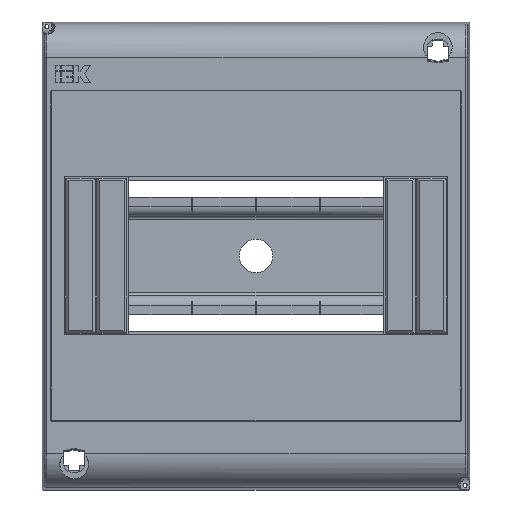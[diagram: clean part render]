
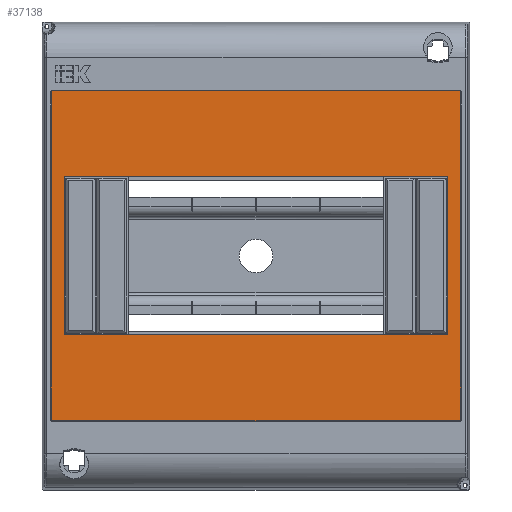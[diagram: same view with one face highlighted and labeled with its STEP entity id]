
A CAD part, top view. The second image highlights one B-rep face of the part: STEP entity #37138.
In plain terms, the highlighted planar face has unit normal (0, 0, 1).
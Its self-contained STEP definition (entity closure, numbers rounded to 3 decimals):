
#47 = CARTESIAN_POINT ( 'NONE',  ( 60.85, -49., 57.5 ) ) ;
#104 = LINE ( 'NONE', #43419, #25805 ) ;
#160 = LINE ( 'NONE', #53434, #53602 ) ;
#196 = VERTEX_POINT ( 'NONE', #55707 ) ;
#420 = FACE_BOUND ( 'NONE', #2705, .T. ) ;
#433 = CARTESIAN_POINT ( 'NONE',  ( -57., -23.5, 57.5 ) ) ;
#1034 = CARTESIAN_POINT ( 'NONE',  ( -60.85, -48.5, 57.5 ) ) ;
#1501 = EDGE_CURVE ( 'NONE', #42501, #34736, #35359, .T. ) ;
#2539 = VECTOR ( 'NONE', #35945, 1000. ) ;
#2705 = EDGE_LOOP ( 'NONE', ( #47886, #32877, #31110, #43764 ) ) ;
#2736 = EDGE_CURVE ( 'NONE', #10516, #15446, #22315, .T. ) ;
#3242 = ORIENTED_EDGE ( 'NONE', *, *, #2736, .T. ) ;
#3645 = CARTESIAN_POINT ( 'NONE',  ( -60.643, -49., 57.5 ) ) ;
#4104 = CARTESIAN_POINT ( 'NONE',  ( 57., -23.5, 57.5 ) ) ;
#4494 = VECTOR ( 'NONE', #5071, 1000. ) ;
#5071 = DIRECTION ( 'NONE',  ( 0., 1., 0. ) ) ;
#6702 = VERTEX_POINT ( 'NONE', #26882 ) ;
#7294 = VERTEX_POINT ( 'NONE', #433 ) ;
#8617 = DIRECTION ( 'NONE',  ( 1., 0., 0. ) ) ;
#8653 = ORIENTED_EDGE ( 'NONE', *, *, #15028, .T. ) ;
#8672 = LINE ( 'NONE', #39658, #12360 ) ;
#9069 = DIRECTION ( 'NONE',  ( 1., 0., 0. ) ) ;
#10231 = CARTESIAN_POINT ( 'NONE',  ( -60.85, 49., 57.5 ) ) ;
#10378 =( BOUNDED_CURVE ( )  B_SPLINE_CURVE ( 3, ( #47654, #20767, #11978, #52332 ),
 .UNSPECIFIED., .F., .T. ) 
 B_SPLINE_CURVE_WITH_KNOTS ( ( 4, 4 ),
 ( 2.356, 3.927 ),
 .UNSPECIFIED. ) 
 CURVE ( )  GEOMETRIC_REPRESENTATION_ITEM ( )  RATIONAL_B_SPLINE_CURVE ( ( 1., 0.805, 0.805, 1. ) ) 
 REPRESENTATION_ITEM ( '' )  );
#10516 = VERTEX_POINT ( 'NONE', #33152 ) ;
#11611 = CARTESIAN_POINT ( 'NONE',  ( -57., 23.5, 57.5 ) ) ;
#11978 = CARTESIAN_POINT ( 'NONE',  ( -60.85, 48.793, 57.5 ) ) ;
#12360 = VECTOR ( 'NONE', #44344, 1000. ) ;
#12572 = LINE ( 'NONE', #4104, #18211 ) ;
#12926 = CARTESIAN_POINT ( 'NONE',  ( 60.643, 49., 57.5 ) ) ;
#14948 = CARTESIAN_POINT ( 'NONE',  ( 57., 23.5, 57.5 ) ) ;
#15028 = EDGE_CURVE ( 'NONE', #33208, #42501, #10378, .T. ) ;
#15057 = ORIENTED_EDGE ( 'NONE', *, *, #41723, .T. ) ;
#15446 = VERTEX_POINT ( 'NONE', #52764 ) ;
#15562 =( BOUNDED_CURVE ( )  B_SPLINE_CURVE ( 3, ( #43962, #52760, #3645, #22344 ),
 .UNSPECIFIED., .F., .F. ) 
 B_SPLINE_CURVE_WITH_KNOTS ( ( 4, 4 ),
 ( 2.356, 3.927 ),
 .UNSPECIFIED. ) 
 CURVE ( )  GEOMETRIC_REPRESENTATION_ITEM ( )  RATIONAL_B_SPLINE_CURVE ( ( 1., 0.805, 0.805, 1. ) ) 
 REPRESENTATION_ITEM ( '' )  );
#15813 = VECTOR ( 'NONE', #23697, 1000. ) ;
#18211 = VECTOR ( 'NONE', #34765, 1000. ) ;
#19329 =( BOUNDED_CURVE ( )  B_SPLINE_CURVE ( 3, ( #25872, #39596, #22365, #32456 ),
 .UNSPECIFIED., .F., .F. ) 
 B_SPLINE_CURVE_WITH_KNOTS ( ( 4, 4 ),
 ( 2.356, 3.927 ),
 .UNSPECIFIED. ) 
 CURVE ( )  GEOMETRIC_REPRESENTATION_ITEM ( )  RATIONAL_B_SPLINE_CURVE ( ( 1., 0.805, 0.805, 1. ) ) 
 REPRESENTATION_ITEM ( '' )  );
#19844 = CARTESIAN_POINT ( 'NONE',  ( 60.35, 49., 57.5 ) ) ;
#20767 = CARTESIAN_POINT ( 'NONE',  ( -60.643, 49., 57.5 ) ) ;
#21508 = DIRECTION ( 'NONE',  ( 1., 0., 0. ) ) ;
#22193 = VERTEX_POINT ( 'NONE', #26720 ) ;
#22315 = LINE ( 'NONE', #47, #4494 ) ;
#22344 = CARTESIAN_POINT ( 'NONE',  ( -60.35, -49., 57.5 ) ) ;
#22365 = CARTESIAN_POINT ( 'NONE',  ( 60.85, -48.793, 57.5 ) ) ;
#23372 = VERTEX_POINT ( 'NONE', #11611 ) ;
#23697 = DIRECTION ( 'NONE',  ( -1., 0., 0. ) ) ;
#25805 = VECTOR ( 'NONE', #21508, 1000. ) ;
#25872 = CARTESIAN_POINT ( 'NONE',  ( 60.35, -49., 57.5 ) ) ;
#26378 = CARTESIAN_POINT ( 'NONE',  ( 60.85, 48.793, 57.5 ) ) ;
#26514 = DIRECTION ( 'NONE',  ( 0., -1., 0. ) ) ;
#26720 = CARTESIAN_POINT ( 'NONE',  ( 57., -23.5, 57.5 ) ) ;
#26875 = EDGE_CURVE ( 'NONE', #22193, #50432, #12572, .T. ) ;
#26882 = CARTESIAN_POINT ( 'NONE',  ( 60.35, -49., 57.5 ) ) ;
#27014 = DIRECTION ( 'NONE',  ( 0., 0., 1. ) ) ;
#27167 = ORIENTED_EDGE ( 'NONE', *, *, #57044, .T. ) ;
#29520 = EDGE_LOOP ( 'NONE', ( #53944, #56616, #27167, #40342, #3242, #15057, #36230, #8653 ) ) ;
#30804 = CARTESIAN_POINT ( 'NONE',  ( 0., 0., 57.5 ) ) ;
#31110 = ORIENTED_EDGE ( 'NONE', *, *, #26875, .F. ) ;
#32456 = CARTESIAN_POINT ( 'NONE',  ( 60.85, -48.5, 57.5 ) ) ;
#32877 = ORIENTED_EDGE ( 'NONE', *, *, #40074, .F. ) ;
#33152 = CARTESIAN_POINT ( 'NONE',  ( 60.85, -48.5, 57.5 ) ) ;
#33208 = VERTEX_POINT ( 'NONE', #40849 ) ;
#34034 = EDGE_CURVE ( 'NONE', #44999, #33208, #50309, .T. ) ;
#34547 = CARTESIAN_POINT ( 'NONE',  ( 60.85, 48.5, 57.5 ) ) ;
#34736 = VERTEX_POINT ( 'NONE', #1034 ) ;
#34765 = DIRECTION ( 'NONE',  ( 0., 1., 0. ) ) ;
#35126 = CARTESIAN_POINT ( 'NONE',  ( 60.35, 49., 57.5 ) ) ;
#35359 = LINE ( 'NONE', #53237, #2539 ) ;
#35945 = DIRECTION ( 'NONE',  ( 0., -1., 0. ) ) ;
#36186 = EDGE_CURVE ( 'NONE', #6702, #10516, #19329, .T. ) ;
#36230 = ORIENTED_EDGE ( 'NONE', *, *, #34034, .T. ) ;
#37138 = ADVANCED_FACE ( 'NONE', ( #420, #44289 ), #57748, .T. ) ;
#39596 = CARTESIAN_POINT ( 'NONE',  ( 60.643, -49., 57.5 ) ) ;
#39658 = CARTESIAN_POINT ( 'NONE',  ( -57., 23.5, 57.5 ) ) ;
#40004 = EDGE_CURVE ( 'NONE', #23372, #7294, #160, .T. ) ;
#40074 = EDGE_CURVE ( 'NONE', #50432, #23372, #8672, .T. ) ;
#40342 = ORIENTED_EDGE ( 'NONE', *, *, #36186, .T. ) ;
#40849 = CARTESIAN_POINT ( 'NONE',  ( -60.35, 49., 57.5 ) ) ;
#41214 = LINE ( 'NONE', #45903, #55490 ) ;
#41723 = EDGE_CURVE ( 'NONE', #15446, #44999, #51095, .T. ) ;
#42501 = VERTEX_POINT ( 'NONE', #55231 ) ;
#42991 = EDGE_CURVE ( 'NONE', #34736, #196, #15562, .T. ) ;
#43419 = CARTESIAN_POINT ( 'NONE',  ( -60.85, -49., 57.5 ) ) ;
#43764 = ORIENTED_EDGE ( 'NONE', *, *, #51739, .F. ) ;
#43962 = CARTESIAN_POINT ( 'NONE',  ( -60.85, -48.5, 57.5 ) ) ;
#44289 = FACE_OUTER_BOUND ( 'NONE', #29520, .T. ) ;
#44344 = DIRECTION ( 'NONE',  ( -1., 0., 0. ) ) ;
#44999 = VERTEX_POINT ( 'NONE', #19844 ) ;
#45903 = CARTESIAN_POINT ( 'NONE',  ( -57., -23.5, 57.5 ) ) ;
#47654 = CARTESIAN_POINT ( 'NONE',  ( -60.35, 49., 57.5 ) ) ;
#47886 = ORIENTED_EDGE ( 'NONE', *, *, #40004, .F. ) ;
#50309 = LINE ( 'NONE', #10231, #15813 ) ;
#50432 = VERTEX_POINT ( 'NONE', #14948 ) ;
#51095 =( BOUNDED_CURVE ( )  B_SPLINE_CURVE ( 3, ( #34547, #26378, #12926, #35126 ),
 .UNSPECIFIED., .F., .F. ) 
 B_SPLINE_CURVE_WITH_KNOTS ( ( 4, 4 ),
 ( 2.356, 3.927 ),
 .UNSPECIFIED. ) 
 CURVE ( )  GEOMETRIC_REPRESENTATION_ITEM ( )  RATIONAL_B_SPLINE_CURVE ( ( 1., 0.805, 0.805, 1. ) ) 
 REPRESENTATION_ITEM ( '' )  );
#51739 = EDGE_CURVE ( 'NONE', #7294, #22193, #41214, .T. ) ;
#52332 = CARTESIAN_POINT ( 'NONE',  ( -60.85, 48.5, 57.5 ) ) ;
#52448 = AXIS2_PLACEMENT_3D ( 'NONE', #30804, #27014, #8617 ) ;
#52760 = CARTESIAN_POINT ( 'NONE',  ( -60.85, -48.793, 57.5 ) ) ;
#52764 = CARTESIAN_POINT ( 'NONE',  ( 60.85, 48.5, 57.5 ) ) ;
#53237 = CARTESIAN_POINT ( 'NONE',  ( -60.85, -49., 57.5 ) ) ;
#53434 = CARTESIAN_POINT ( 'NONE',  ( -57., -23.5, 57.5 ) ) ;
#53602 = VECTOR ( 'NONE', #26514, 1000. ) ;
#53944 = ORIENTED_EDGE ( 'NONE', *, *, #1501, .T. ) ;
#55231 = CARTESIAN_POINT ( 'NONE',  ( -60.85, 48.5, 57.5 ) ) ;
#55490 = VECTOR ( 'NONE', #9069, 1000. ) ;
#55707 = CARTESIAN_POINT ( 'NONE',  ( -60.35, -49., 57.5 ) ) ;
#56616 = ORIENTED_EDGE ( 'NONE', *, *, #42991, .T. ) ;
#57044 = EDGE_CURVE ( 'NONE', #196, #6702, #104, .T. ) ;
#57748 = PLANE ( 'NONE',  #52448 ) ;
